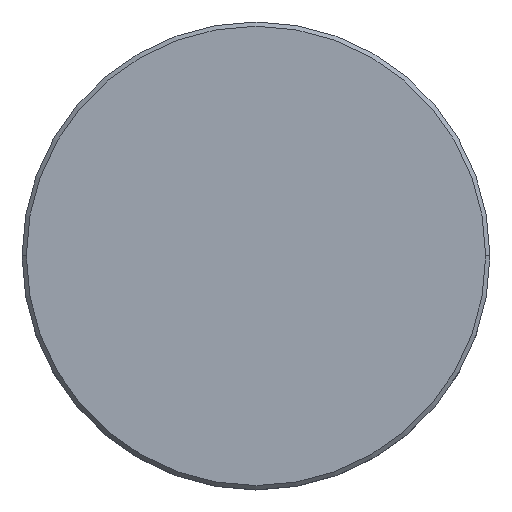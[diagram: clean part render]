
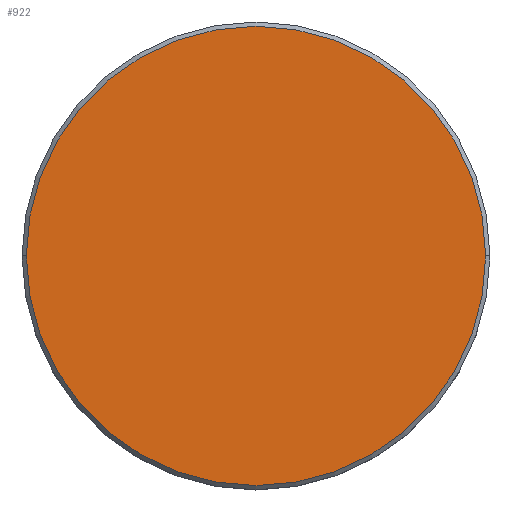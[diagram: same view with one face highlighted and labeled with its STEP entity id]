
A CAD part, top view. The second image highlights one B-rep face of the part: STEP entity #922.
In plain terms, the highlighted planar face has unit normal (0, 0, 1).
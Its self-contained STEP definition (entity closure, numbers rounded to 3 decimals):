
#18 = DIRECTION ( 'NONE',  ( 0., 0., 1. ) ) ;
#92 = CARTESIAN_POINT ( 'NONE',  ( 27., 0., 0. ) ) ;
#146 = DIRECTION ( 'NONE',  ( 0., 0., 1. ) ) ;
#271 = CARTESIAN_POINT ( 'NONE',  ( 0., 0., 0. ) ) ;
#321 = ORIENTED_EDGE ( 'NONE', *, *, #689, .T. ) ;
#322 = CIRCLE ( 'NONE', #797, 27. ) ;
#397 = DIRECTION ( 'NONE',  ( 1., 0., 0. ) ) ;
#463 = CARTESIAN_POINT ( 'NONE',  ( -27., 0., 0. ) ) ;
#487 = VERTEX_POINT ( 'NONE', #463 ) ;
#520 = CARTESIAN_POINT ( 'NONE',  ( 0., 0., 0. ) ) ;
#561 = PLANE ( 'NONE',  #734 ) ;
#600 = DIRECTION ( 'NONE',  ( 0., 0., 1. ) ) ;
#683 = CIRCLE ( 'NONE', #1033, 27. ) ;
#689 = EDGE_CURVE ( 'NONE', #487, #1058, #322, .T. ) ;
#708 = EDGE_CURVE ( 'NONE', #1058, #487, #683, .T. ) ;
#724 = FACE_OUTER_BOUND ( 'NONE', #1025, .T. ) ;
#734 = AXIS2_PLACEMENT_3D ( 'NONE', #892, #146, #397 ) ;
#759 = DIRECTION ( 'NONE',  ( 1., 0., 0. ) ) ;
#797 = AXIS2_PLACEMENT_3D ( 'NONE', #271, #600, #928 ) ;
#892 = CARTESIAN_POINT ( 'NONE',  ( 0., 0., 0. ) ) ;
#922 = ADVANCED_FACE ( 'NONE', ( #724 ), #561, .T. ) ;
#928 = DIRECTION ( 'NONE',  ( 1., 0., 0. ) ) ;
#1025 = EDGE_LOOP ( 'NONE', ( #321, #1045 ) ) ;
#1033 = AXIS2_PLACEMENT_3D ( 'NONE', #520, #18, #759 ) ;
#1045 = ORIENTED_EDGE ( 'NONE', *, *, #708, .T. ) ;
#1058 = VERTEX_POINT ( 'NONE', #92 ) ;
